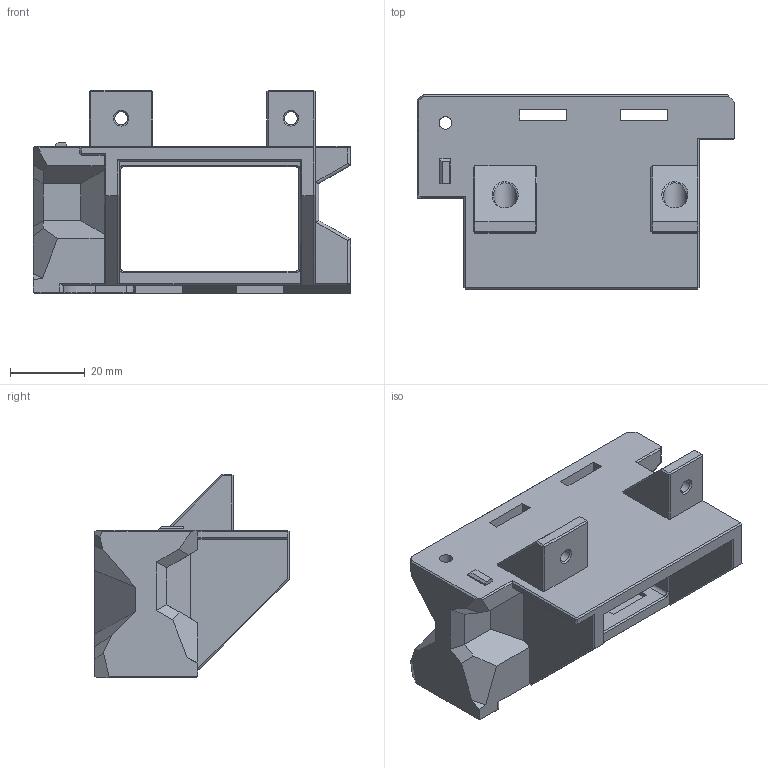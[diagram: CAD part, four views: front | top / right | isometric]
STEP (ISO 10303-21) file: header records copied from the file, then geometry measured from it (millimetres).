
FILE_DESCRIPTION(/* description */ (''),/* implementation_level */ '2;1');
FILE_NAME(/* name */ 'Mains Inlet Foot V0.2123.step',/* time_stamp */ '2025-08-15T06:19:00+08:00',/* author */ (''),/* organization */ (''),/* preprocessor_version */ 'ST-DEVELOPER v20.1',/* originating_system */ 'Autodesk Translation Framework v14.10.0.0',/* authorisation */ '');
FILE_SCHEMA (('AUTOMOTIVE_DESIGN { 1 0 10303 214 3 1 1 }'));
Length unit declared in the file: millimetre
Products named in the file (1): Mains Inlet Foot V0.2
Bounding box: 84.93 x 52 x 54.5 mm (x, y, z)
Volume: 52771.7 mm3; surface area: 22036.5 mm2
Topology: 1 solids, 1 shells, 239 faces, 597 edges, 366 vertices
Faces by surface type: plane 193, cylinder 25, cone 16, bspline 5
Full cylindrical faces by diameter (mm): 1.6 x2, 3.4 x3, 4.7 x2, 6.2 x1
Entity records: 8230 total; most frequent: CARTESIAN_POINT 2474, ORIENTED_EDGE 1194, DIRECTION 1130, EDGE_CURVE 597, LINE 510, VECTOR 510, VERTEX_POINT 366, AXIS2_PLACEMENT_3D 310
